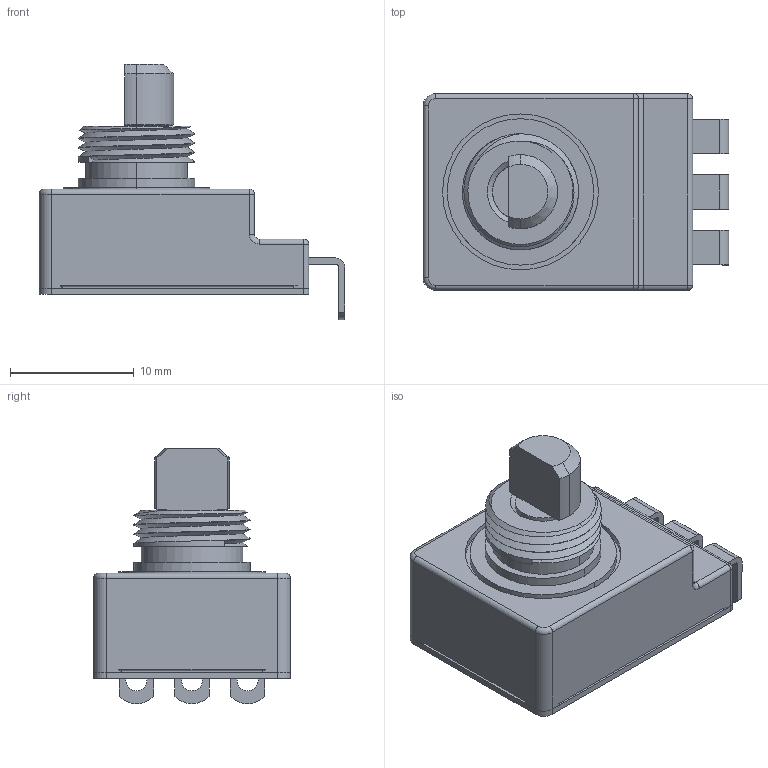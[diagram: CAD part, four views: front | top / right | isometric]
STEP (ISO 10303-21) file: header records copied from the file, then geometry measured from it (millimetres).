
FILE_DESCRIPTION (( 'STEP AP214' ), '1' );
FILE_NAME ('282SAAF103A25B3.STEP', '2020-12-13T23:40:37', ( '' ), ( '' ), 'SwSTEP 2.0', 'SolidWorks 2020', '' );
FILE_SCHEMA (( 'AUTOMOTIVE_DESIGN' ));
Length unit declared in the file: millimetre
Products named in the file (8): 282 for s type Terminal; 282G-I-2537(8mm-5mm-20deg); 282SAAF103A25B3; 282S2-DF-12135-GA; 282Base; 282-02-018_ExistingBEI282SMovedToOEM StructureLocationPost; 282Base_for S type; 282SMoldedCove_Existing282S SharedwithOEM Construction
Assembly tree (9 placements, depth 3):
  282SAAF103A25B3
    282-02-018_ExistingBEI282SMovedToOEM StructureLocationPost
    282G-I-2537(8mm-5mm-20deg)
    282SMoldedCove_Existing282S SharedwithOEM Construction
    282Base_for S type
      282Base
      282 for s type Terminal  x3
    282S2-DF-12135-GA
Bounding box: 24.72 x 15.9 x 20.67 mm (x, y, z)
Volume: 2253.9 mm3; surface area: 4424.5 mm2
Topology: 8 solids, 8 shells, 511 faces, 1298 edges, 831 vertices
Faces by surface type: plane 232, cylinder 216, cone 29, torus 28, sphere 4, bspline 2
Entity records: 15084 total; most frequent: CARTESIAN_POINT 2965, DIRECTION 2457, ORIENTED_EDGE 2308, EDGE_CURVE 1154, AXIS2_PLACEMENT_3D 887, VERTEX_POINT 743, LINE 683, VECTOR 683
